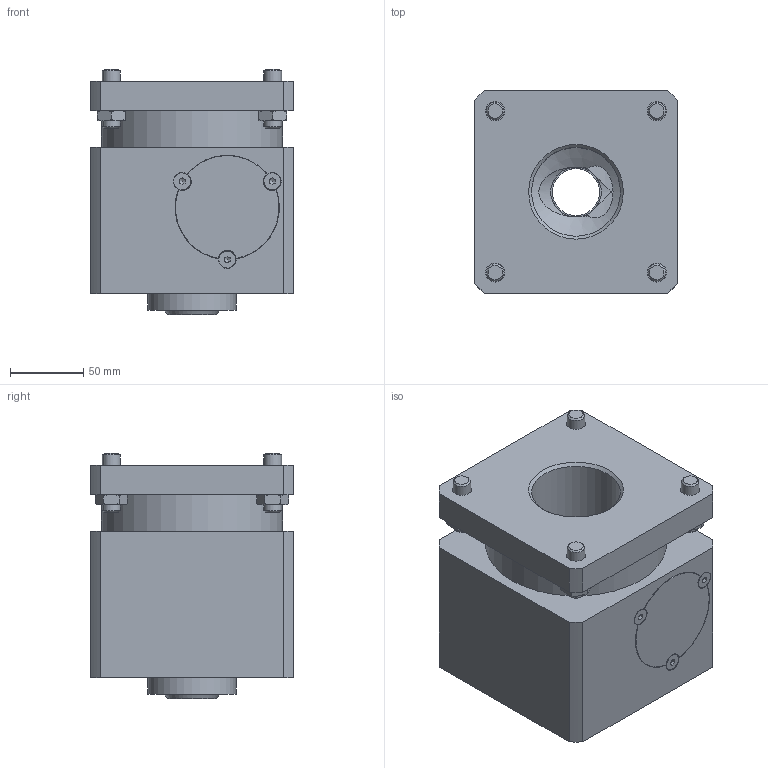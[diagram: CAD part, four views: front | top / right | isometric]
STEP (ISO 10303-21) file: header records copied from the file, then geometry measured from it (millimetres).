
FILE_DESCRIPTION((''),'2;1');
FILE_NAME('BH125.stp','2015-08-26T13:50:10',('carlo.corazza'),(''),'Autodesk Inventor 2013','Autodesk Inventor 2013','');
FILE_SCHEMA(('AUTOMOTIVE_DESIGN { 1 0 10303 214 1 1 1 1 }'));
Length unit declared in the file: millimetre
Products named in the file (1): BH125
Bounding box: 138 x 138 x 167 mm (x, y, z)
Volume: 1892429.5 mm3; surface area: 201146.2 mm2
Topology: 1 solids, 25 shells, 437 faces, 1039 edges, 669 vertices
Faces by surface type: plane 177, cone 159, cylinder 96, torus 5
Full cylindrical faces by diameter (mm): 3.3 x2, 4 x4, 4.5 x2, 5 x12, 7.64 x2, 10.106 x4, 11.57 x6, 12 x8, 12.3 x1, 13 x4, 32 x1, 33 x1, 35 x2, 40 x1, 45 x2, 60 x3, 60.5 x1, 63 x5, 74 x1, 79 x2, 123.356 x1
Entity records: 12114 total; most frequent: CARTESIAN_POINT 2793, DIRECTION 1865, ORIENTED_EDGE 1674, EDGE_CURVE 837, AXIS2_PLACEMENT_3D 819, EDGE_LOOP 618, VERTEX_POINT 607, FACE_OUTER_BOUND 437
